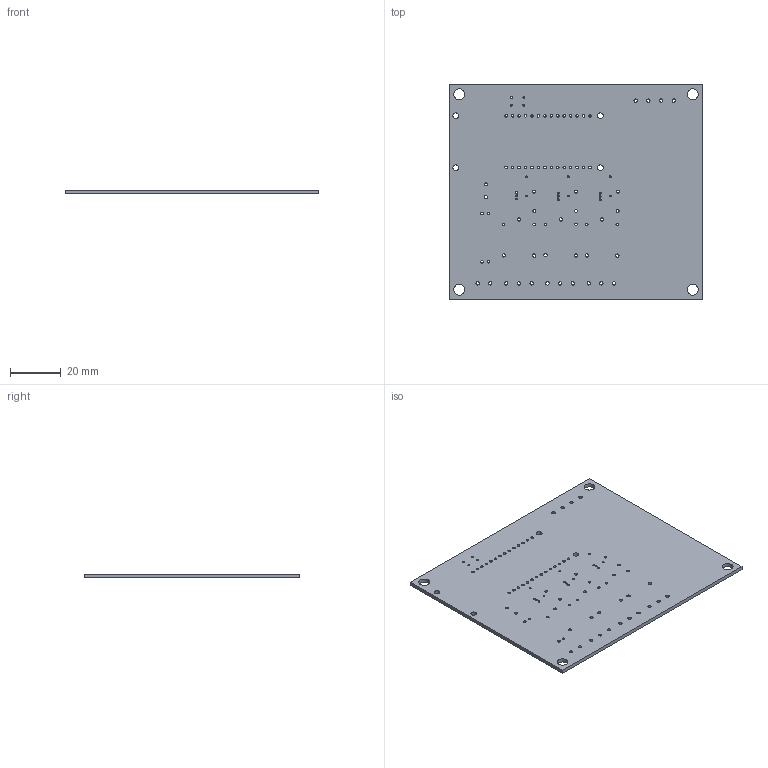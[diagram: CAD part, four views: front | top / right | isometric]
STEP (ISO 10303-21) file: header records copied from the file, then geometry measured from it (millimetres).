
FILE_DESCRIPTION(('KiCad electronic assembly'),'2;1');
FILE_NAME('board_pumpensteuerung_tht.step','2025-04-27T18:39:07',( 'Pcbnew'),('Kicad'),'Open CASCADE STEP processor 7.6', 'KiCad to STEP converter','Unknown');
FILE_SCHEMA(('AUTOMOTIVE_DESIGN { 1 0 10303 214 1 1 1 1 }'));
Length unit declared in the file: millimetre
Products named in the file (3): board_pumpensteuerung_tht 1; pumpensteuerung_tht_copper; pumpensteuerung_tht_PCB
Assembly tree (2 placements, depth 2):
  board_pumpensteuerung_tht 1
    pumpensteuerung_tht_copper
    pumpensteuerung_tht_PCB
Bounding box: 100 x 85 x 1.54 mm (x, y, z)
Volume: 12619.3 mm3; surface area: 18706.8 mm2
Topology: 39 solids, 39 shells, 708 faces, 1890 edges, 1260 vertices
Faces by surface type: plane 467, cylinder 241
Full cylindrical faces by diameter (mm): 0.7 x6, 0.75 x9, 0.8 x4, 1 x11, 1.016 x28, 1.1 x6, 1.2 x2, 1.3 x9, 1.32 x15, 2.2 x4, 4.3 x4
Entity records: 22695 total; most frequent: CARTESIAN_POINT 3861, DIRECTION 3794, ORIENTED_EDGE 3780, EDGE_CURVE 1890, LINE 1408, VECTOR 1408, VERTEX_POINT 1260, AXIS2_PLACEMENT_3D 1193
